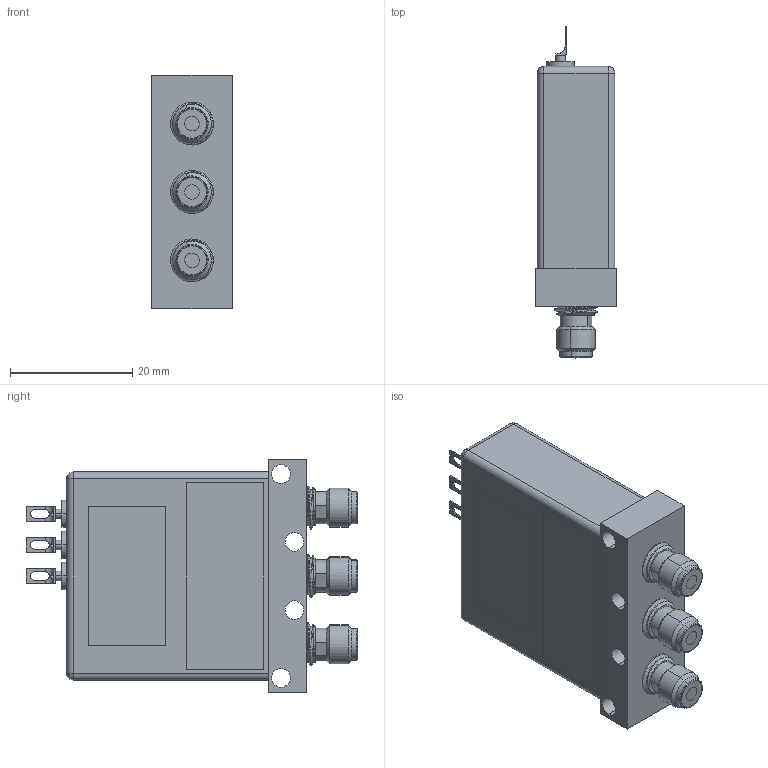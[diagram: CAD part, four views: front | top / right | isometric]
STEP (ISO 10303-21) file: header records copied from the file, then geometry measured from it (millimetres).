
FILE_DESCRIPTION (( 'STEP AP214' ), '1' );
FILE_NAME ('FMSW8011_3D.step', '2023-05-03T22:08:49', ( '' ), ( '' ), 'SwSTEP 2.0', 'SolidWorks 2022', '' );
FILE_SCHEMA (( 'AUTOMOTIVE_DESIGN' ));
Length unit declared in the file: inch
Products named in the file (5): FMSW8011_3D; Copy of R12021001_defeature^FMSW8011; Copy of R040691-e360_-03^FMSW8011; Copy of 50GCONN^FMSW8011; Copy of A12061K01-e360_-131^FMSW8011
Assembly tree (8 placements, depth 2):
  FMSW8011_3D
    Copy of R12021001_defeature^FMSW8011
    Copy of 50GCONN^FMSW8011  x3
    Copy of R040691-e360_-03^FMSW8011  x3
    Copy of A12061K01-e360_-131^FMSW8011
Bounding box: 13.21 x 54.24 x 38.1 mm (x, y, z)
Volume: 5290.2 mm3; surface area: 11218.8 mm2
Topology: 17 solids, 20 shells, 506 faces, 1172 edges, 723 vertices
Faces by surface type: cylinder 193, plane 185, cone 75, bspline 53
Entity records: 7814 total; most frequent: CARTESIAN_POINT 2432, DIRECTION 1118, ORIENTED_EDGE 1028, EDGE_CURVE 514, AXIS2_PLACEMENT_3D 435, VERTEX_POINT 321, EDGE_LOOP 259, LINE 248
